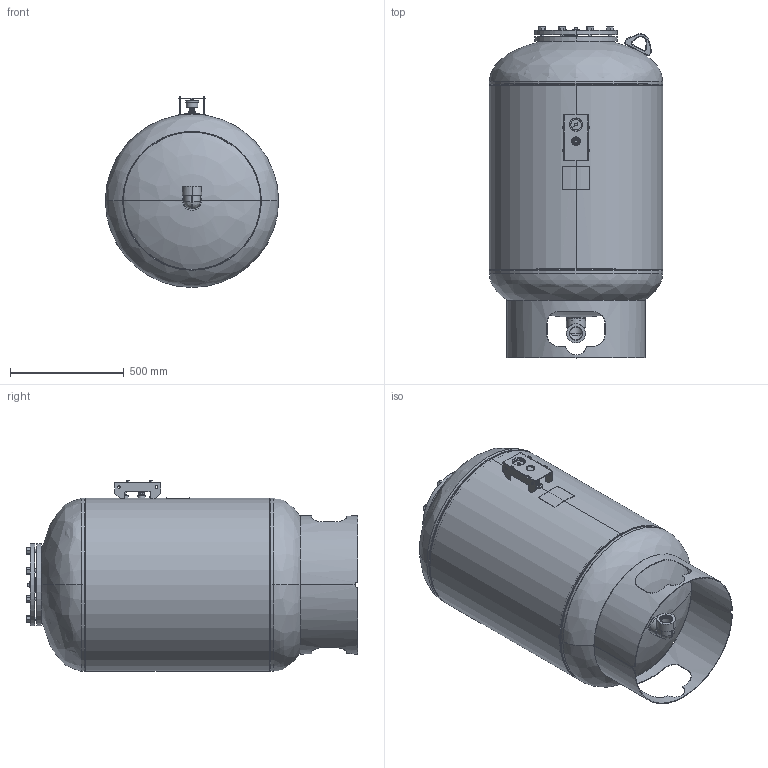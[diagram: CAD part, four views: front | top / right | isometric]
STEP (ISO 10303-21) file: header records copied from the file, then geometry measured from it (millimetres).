
FILE_DESCRIPTION (( 'STEP AP203' ), '1' );
FILE_NAME ('TXA-500.STEP', '2021-03-11T20:30:29', ( '' ), ( '' ), 'SwSTEP 2.0', 'SolidWorks 2021', '' );
FILE_SCHEMA (( 'CONFIG_CONTROL_DESIGN' ));
Length unit declared in the file: inch
Products named in the file (27): PLUGS_9500140; 9200190; 9800448; 9800460_03-34; 9500000; 99H1929_4788K418; 07200310_5081T17; 9421035; 9800401_9800400; 9500030; 99K0776; 9500010; 9400506; 9800446; 9800532; 9400102; 9400579; 9800564; 99B1814; 99K0777; 99C0359; 9600830_30" VERT; 9800477; TXA-500; 9800620_HHNUT 0.6250-11-D-N; 9400542
Assembly tree (42 placements, depth 3):
  TXA-500
    99B1814
    9200190
    9200190
    9500000
    9500010
    9500030
    9800460_03-34
    07200310_5081T17
    9800401_9800400
    PLUGS_9500140  x2
    9400102
    99C0359
    9800532  x8
    9800620_HHNUT 0.6250-11-D-N  x8
    9800477
    9400542
    9400506
    9400579
      99H1929_4788K418
      9800446
      9800448
    9800564
    9421035
    99K0776  x2
    99K0777
    9600830_30" VERT
Bounding box: 762.41 x 1460.16 x 839.98 mm (x, y, z)
Volume: 19188034.5 mm3; surface area: 8119067.5 mm2
Topology: 44 solids, 44 shells, 1690 faces, 3907 edges, 2303 vertices
Faces by surface type: cone 628, cylinder 601, plane 332, torus 76, bspline 45, sphere 8
Full cylindrical faces by diameter (mm): 604.52 x1, 609.6 x1
Entity records: 63359 total; most frequent: CARTESIAN_POINT 27693, DIRECTION 6903, ORIENTED_EDGE 6590, EDGE_CURVE 3295, AXIS2_PLACEMENT_3D 2761, VERTEX_POINT 1949, EDGE_LOOP 1648, FACE_OUTER_BOUND 1417
